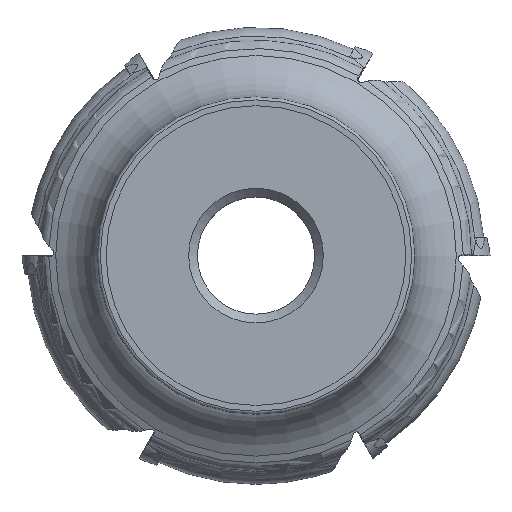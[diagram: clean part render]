
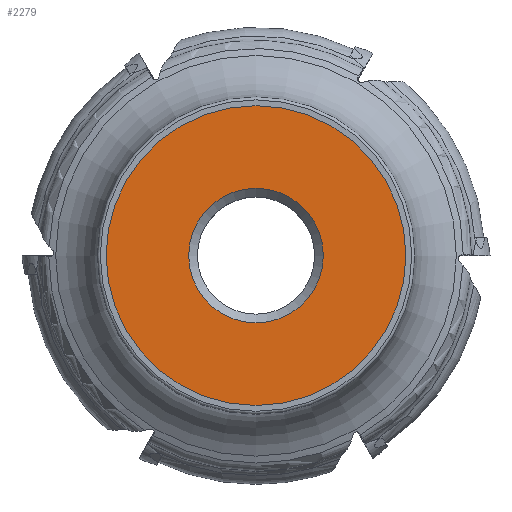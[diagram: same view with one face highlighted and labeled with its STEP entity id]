
A CAD part, top view. The second image highlights one B-rep face of the part: STEP entity #2279.
In plain terms, the highlighted planar face has unit normal (0, 0, 1).
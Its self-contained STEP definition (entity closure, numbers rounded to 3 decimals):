
#961=PLANE('',#7630);
#2279=ADVANCED_FACE('',(#2488,#2489),#961,.F.);
#2488=FACE_BOUND('',#2946,.T.);
#2489=FACE_BOUND('',#2947,.T.);
#2946=EDGE_LOOP('',(#4848));
#2947=EDGE_LOOP('',(#4849));
#4848=ORIENTED_EDGE('',*,*,#6503,.F.);
#4849=ORIENTED_EDGE('',*,*,#6502,.T.);
#5540=VERTEX_POINT('',#15833);
#5541=VERTEX_POINT('',#15836);
#6502=EDGE_CURVE('',#5540,#5540,#6770,.T.);
#6503=EDGE_CURVE('',#5541,#5541,#6771,.T.);
#6770=CIRCLE('',#7627,23.006);
#6771=CIRCLE('',#7629,51.225);
#7627=AXIS2_PLACEMENT_3D('',#15832,#9457,#9458);
#7629=AXIS2_PLACEMENT_3D('',#15835,#9461,#9462);
#7630=AXIS2_PLACEMENT_3D('',#15837,#9463,#9464);
#9457=DIRECTION('',(0.,0.,-1.));
#9458=DIRECTION('',(0.,1.,0.));
#9461=DIRECTION('',(0.,0.,-1.));
#9462=DIRECTION('',(0.,1.,0.));
#9463=DIRECTION('',(0.,0.,-1.));
#9464=DIRECTION('',(0.,-1.,0.));
#15832=CARTESIAN_POINT('',(0.,0.,0.));
#15833=CARTESIAN_POINT('',(0.,23.006,0.));
#15835=CARTESIAN_POINT('',(0.,0.,0.));
#15836=CARTESIAN_POINT('',(0.,51.225,0.));
#15837=CARTESIAN_POINT('',(-23.006,0.,0.));
